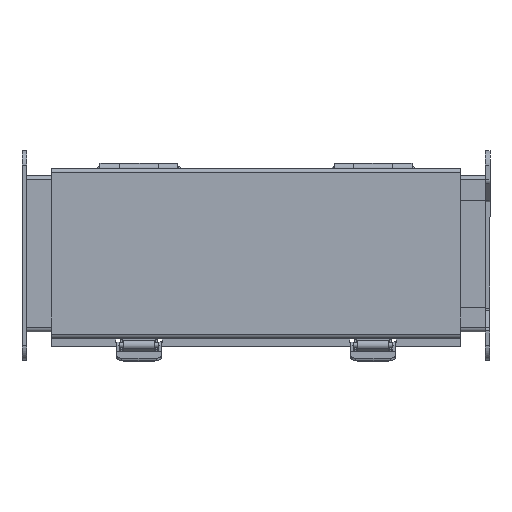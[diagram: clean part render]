
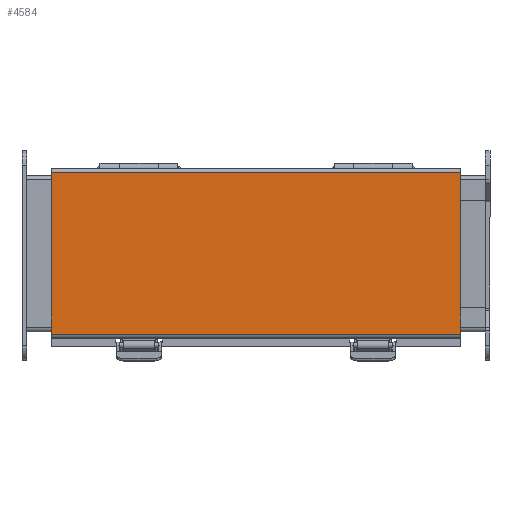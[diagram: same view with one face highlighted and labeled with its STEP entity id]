
A CAD part, front view. The second image highlights one B-rep face of the part: STEP entity #4584.
In plain terms, the highlighted planar face has unit normal (0, -1, 0).
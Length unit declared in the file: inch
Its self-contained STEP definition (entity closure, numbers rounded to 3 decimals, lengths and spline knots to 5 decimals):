
#203 = PLANE ( 'NONE',  #1017 ) ;
#621 = EDGE_LOOP ( 'NONE', ( #7546, #6505, #5767, #1694 ) ) ;
#739 = VECTOR ( 'NONE', #9565, 39.37008 ) ;
#901 = CARTESIAN_POINT ( 'NONE',  ( -5.25, -2.172, 2.0785 ) ) ;
#1017 = AXIS2_PLACEMENT_3D ( 'NONE', #7961, #3139, #7005 ) ;
#1694 = ORIENTED_EDGE ( 'NONE', *, *, #10221, .F. ) ;
#2504 = CARTESIAN_POINT ( 'NONE',  ( 5.25, -2.172, 2.0785 ) ) ;
#2540 = DIRECTION ( 'NONE',  ( 0., 0., 1. ) ) ;
#3139 = DIRECTION ( 'NONE',  ( 0., 1., 0. ) ) ;
#3392 = DIRECTION ( 'NONE',  ( 1., 0., 0. ) ) ;
#4018 = EDGE_CURVE ( 'NONE', #8612, #11679, #9634, .T. ) ;
#4282 = EDGE_CURVE ( 'NONE', #11569, #8612, #11977, .T. ) ;
#4416 = CARTESIAN_POINT ( 'NONE',  ( -5.25, -2.172, -2.0585 ) ) ;
#4584 = ADVANCED_FACE ( 'NONE', ( #6815 ), #203, .F. ) ;
#5400 = LINE ( 'NONE', #7551, #8378 ) ;
#5496 = LINE ( 'NONE', #6267, #5608 ) ;
#5608 = VECTOR ( 'NONE', #7213, 39.37008 ) ;
#5691 = CARTESIAN_POINT ( 'NONE',  ( 5.25, -2.172, 2.1865 ) ) ;
#5767 = ORIENTED_EDGE ( 'NONE', *, *, #4282, .F. ) ;
#6066 = CARTESIAN_POINT ( 'NONE',  ( 5.25, -2.172, 2.0785 ) ) ;
#6267 = CARTESIAN_POINT ( 'NONE',  ( 5.25, -2.172, -2.0585 ) ) ;
#6505 = ORIENTED_EDGE ( 'NONE', *, *, #4018, .F. ) ;
#6815 = FACE_OUTER_BOUND ( 'NONE', #621, .T. ) ;
#7000 = CARTESIAN_POINT ( 'NONE',  ( 5.25, -2.172, -2.0585 ) ) ;
#7005 = DIRECTION ( 'NONE',  ( 0., 0., -1. ) ) ;
#7080 = VERTEX_POINT ( 'NONE', #4416 ) ;
#7213 = DIRECTION ( 'NONE',  ( -1., 0., 0. ) ) ;
#7546 = ORIENTED_EDGE ( 'NONE', *, *, #8270, .F. ) ;
#7551 = CARTESIAN_POINT ( 'NONE',  ( -5.25, -2.172, 2.1865 ) ) ;
#7961 = CARTESIAN_POINT ( 'NONE',  ( 5.25, -2.172, 2.1865 ) ) ;
#8270 = EDGE_CURVE ( 'NONE', #11679, #7080, #5496, .T. ) ;
#8378 = VECTOR ( 'NONE', #2540, 39.37008 ) ;
#8612 = VERTEX_POINT ( 'NONE', #6066 ) ;
#9565 = DIRECTION ( 'NONE',  ( 0., 0., -1. ) ) ;
#9634 = LINE ( 'NONE', #5691, #739 ) ;
#10221 = EDGE_CURVE ( 'NONE', #7080, #11569, #5400, .T. ) ;
#11569 = VERTEX_POINT ( 'NONE', #901 ) ;
#11679 = VERTEX_POINT ( 'NONE', #7000 ) ;
#11717 = VECTOR ( 'NONE', #3392, 39.37008 ) ;
#11977 = LINE ( 'NONE', #2504, #11717 ) ;
